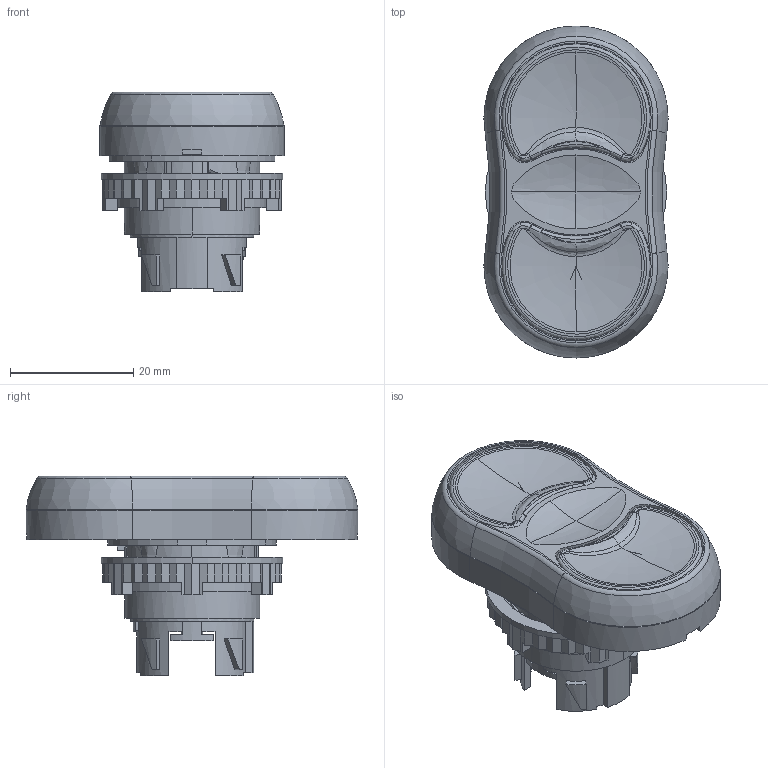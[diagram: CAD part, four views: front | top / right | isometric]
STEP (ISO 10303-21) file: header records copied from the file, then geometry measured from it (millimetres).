
FILE_DESCRIPTION(('CATIA V5 STEP Exchange','CAx-IF Rec.Pracs.--- Model Styling and Organization---1.2---2011-12-15'),'2;1');
FILE_NAME('L61QA22K.stp','2017-05-04T11:26:32+00:00',('none'),('none'),'CATIA Version 5-6 Release 2014 SP7','CATIA V5 STEP AP214','none');
FILE_SCHEMA(('AUTOMOTIVE_DESIGN { 1 0 10303 214 1 1 1 1 }'));
Length unit declared in the file: millimetre
Products named in the file (8): L61QA22K; 075135000; 051916000F; 056017000; 032160000; 056024000; 074230000; 034374010
Assembly tree (10 placements, depth 2):
  L61QA22K
    075135000  x2
    051916000F  x2
    056017000
    032160000
    056024000  x2
    074230000
    034374010
Bounding box: 29.9 x 53.9 x 32.45 mm (x, y, z)
Volume: 11491.8 mm3; surface area: 18140.4 mm2
Topology: 10 solids, 10 shells, 1116 faces, 3109 edges, 2007 vertices
Faces by surface type: plane 484, cylinder 381, cone 97, bspline 86, torus 52, extrusion 12, sphere 4
Entity records: 32512 total; most frequent: CARTESIAN_POINT 10324, ORIENTED_EDGE 5082, DIRECTION 3314, EDGE_CURVE 2541, VERTEX_POINT 1646, AXIS2_PLACEMENT_3D 1490, VECTOR 1187, LINE 1175
